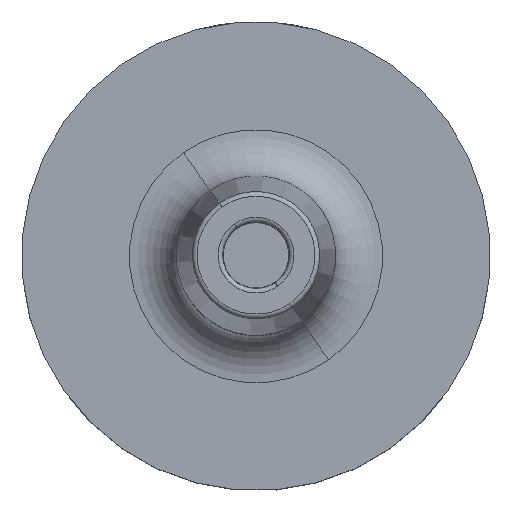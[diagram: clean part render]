
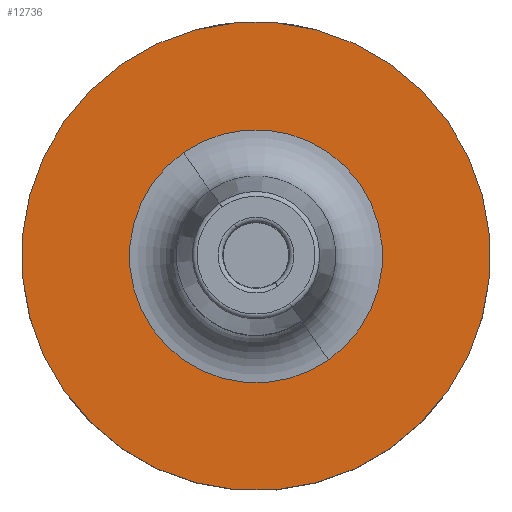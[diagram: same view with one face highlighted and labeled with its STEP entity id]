
A CAD part, top view. The second image highlights one B-rep face of the part: STEP entity #12736.
In plain terms, the highlighted planar face has unit normal (0, 0, 1).
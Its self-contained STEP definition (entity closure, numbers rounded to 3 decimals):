
#410=CARTESIAN_POINT('',(0.,0.,28.95));
#411=DIRECTION('',(0.,0.,-1.));
#412=DIRECTION('',(-0.574,0.819,0.));
#413=AXIS2_PLACEMENT_3D('',#410,#411,#412);
#418=CARTESIAN_POINT('',(0.,0.,28.95));
#419=DIRECTION('',(0.,0.,1.));
#420=DIRECTION('',(-0.574,0.819,0.));
#421=AXIS2_PLACEMENT_3D('',#418,#419,#420);
#426=CARTESIAN_POINT('',(0.,0.,28.95));
#427=DIRECTION('',(0.,0.,1.));
#428=DIRECTION('',(-0.574,0.819,0.));
#429=AXIS2_PLACEMENT_3D('',#426,#427,#428);
#448=CARTESIAN_POINT('',(0.,0.,28.95));
#449=DIRECTION('',(0.,0.,-1.));
#450=DIRECTION('',(-0.574,0.819,0.));
#451=AXIS2_PLACEMENT_3D('',#448,#449,#450);
#10995=CARTESIAN_POINT('',(-15.487,22.117,28.95));
#10996=VERTEX_POINT('',#10995);
#10997=CARTESIAN_POINT('',(-28.679,40.958,28.95));
#10999=VERTEX_POINT('',#10997);
#11081=CARTESIAN_POINT('',(15.487,-22.117,28.95));
#11082=VERTEX_POINT('',#11081);
#11083=CARTESIAN_POINT('',(28.679,-40.958,28.95));
#11085=VERTEX_POINT('',#11083);
#12721=CARTESIAN_POINT('',(0.,0.,28.95));
#12722=DIRECTION('',(0.,0.,1.));
#12723=DIRECTION('',(0.574,-0.819,0.));
#12724=AXIS2_PLACEMENT_3D('',#12721,#12722,#12723);
#12725=PLANE('',#12724);
#12727=ORIENTED_EDGE('',*,*,#12726,.F.);
#12729=ORIENTED_EDGE('',*,*,#12728,.T.);
#12730=EDGE_LOOP('',(#12727,#12729));
#12731=FACE_OUTER_BOUND('',#12730,.F.);
#12732=ORIENTED_EDGE('',*,*,#12700,.F.);
#12733=ORIENTED_EDGE('',*,*,#12716,.T.);
#12734=EDGE_LOOP('',(#12732,#12733));
#12735=FACE_BOUND('',#12734,.F.);
#12736=ADVANCED_FACE('',(#12731,#12735),#12725,.T.);
#414=CIRCLE('',#413,27.);
#422=CIRCLE('',#421,27.);
#430=CIRCLE('',#429,50.);
#452=CIRCLE('',#451,50.);
#12700=EDGE_CURVE('',#10996,#11082,#414,.T.);
#12716=EDGE_CURVE('',#10996,#11082,#422,.T.);
#12726=EDGE_CURVE('',#10999,#11085,#430,.T.);
#12728=EDGE_CURVE('',#10999,#11085,#452,.T.);
